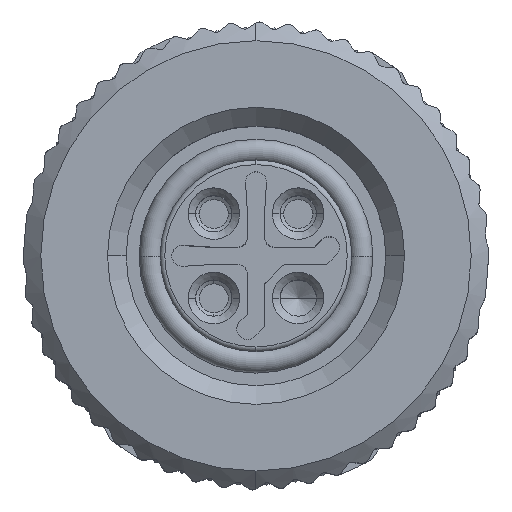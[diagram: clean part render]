
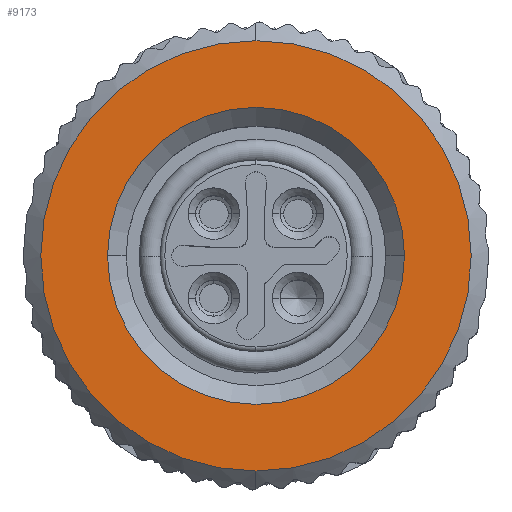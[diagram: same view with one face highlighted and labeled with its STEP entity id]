
A CAD part, top view. The second image highlights one B-rep face of the part: STEP entity #9173.
In plain terms, the highlighted planar face has unit normal (0, 0, 1).
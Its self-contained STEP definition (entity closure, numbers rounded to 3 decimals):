
#2898 = AXIS2_PLACEMENT_3D ( 'NONE', #30824, #11667, #34018 ) ;
#2997 = ORIENTED_EDGE ( 'NONE', *, *, #12195, .T. ) ;
#3496 = ORIENTED_EDGE ( 'NONE', *, *, #23191, .F. ) ;
#4498 = FACE_OUTER_BOUND ( 'NONE', #9233, .T. ) ;
#4713 = VERTEX_POINT ( 'NONE', #14497 ) ;
#6175 = EDGE_CURVE ( 'NONE', #40248, #21442, #25546, .T. ) ;
#6287 = CARTESIAN_POINT ( 'NONE',  ( 0., 0., -5.85 ) ) ;
#8706 = ORIENTED_EDGE ( 'NONE', *, *, #36757, .F. ) ;
#9173 = ADVANCED_FACE ( 'NONE', ( #29057, #4498 ), #29767, .T. ) ;
#9233 = EDGE_LOOP ( 'NONE', ( #3496, #8706 ) ) ;
#9308 = VERTEX_POINT ( 'NONE', #41452 ) ;
#9511 = DIRECTION ( 'NONE',  ( 0., 1., 0. ) ) ;
#11426 = CARTESIAN_POINT ( 'NONE',  ( 0., 0., -5.85 ) ) ;
#11667 = DIRECTION ( 'NONE',  ( 0., 0., -1. ) ) ;
#11840 = DIRECTION ( 'NONE',  ( 1., 0., 0. ) ) ;
#11869 = DIRECTION ( 'NONE',  ( 0., 0., -1. ) ) ;
#11917 = CARTESIAN_POINT ( 'NONE',  ( 0., 0., -5.85 ) ) ;
#12195 = EDGE_CURVE ( 'NONE', #21442, #40248, #12373, .T. ) ;
#12197 = CIRCLE ( 'NONE', #2898, 9.2 ) ;
#12373 = CIRCLE ( 'NONE', #22832, 6.35 ) ;
#14497 = CARTESIAN_POINT ( 'NONE',  ( 0., 9.2, -5.85 ) ) ;
#18121 = CIRCLE ( 'NONE', #28123, 9.2 ) ;
#18836 = CARTESIAN_POINT ( 'NONE',  ( 6.35, 0., -5.85 ) ) ;
#21442 = VERTEX_POINT ( 'NONE', #18836 ) ;
#22832 = AXIS2_PLACEMENT_3D ( 'NONE', #31558, #31519, #31473 ) ;
#23191 = EDGE_CURVE ( 'NONE', #4713, #9308, #18121, .T. ) ;
#24040 = AXIS2_PLACEMENT_3D ( 'NONE', #11426, #40335, #35835 ) ;
#25493 = ORIENTED_EDGE ( 'NONE', *, *, #6175, .T. ) ;
#25546 = CIRCLE ( 'NONE', #32702, 6.35 ) ;
#27616 = EDGE_LOOP ( 'NONE', ( #2997, #25493 ) ) ;
#28123 = AXIS2_PLACEMENT_3D ( 'NONE', #6287, #28664, #9511 ) ;
#28664 = DIRECTION ( 'NONE',  ( 0., 0., -1. ) ) ;
#29057 = FACE_BOUND ( 'NONE', #27616, .T. ) ;
#29767 = PLANE ( 'NONE',  #24040 ) ;
#30824 = CARTESIAN_POINT ( 'NONE',  ( 0., 0., -5.85 ) ) ;
#31473 = DIRECTION ( 'NONE',  ( 1., 0., 0. ) ) ;
#31519 = DIRECTION ( 'NONE',  ( 0., 0., -1. ) ) ;
#31558 = CARTESIAN_POINT ( 'NONE',  ( 0., 0., -5.85 ) ) ;
#32702 = AXIS2_PLACEMENT_3D ( 'NONE', #11917, #11869, #11840 ) ;
#34018 = DIRECTION ( 'NONE',  ( 0., 1., 0. ) ) ;
#35835 = DIRECTION ( 'NONE',  ( 1., 0., 0. ) ) ;
#36757 = EDGE_CURVE ( 'NONE', #9308, #4713, #12197, .T. ) ;
#40248 = VERTEX_POINT ( 'NONE', #41662 ) ;
#40335 = DIRECTION ( 'NONE',  ( 0., 0., 1. ) ) ;
#41452 = CARTESIAN_POINT ( 'NONE',  ( 0., -9.2, -5.85 ) ) ;
#41662 = CARTESIAN_POINT ( 'NONE',  ( -6.35, 0., -5.85 ) ) ;
